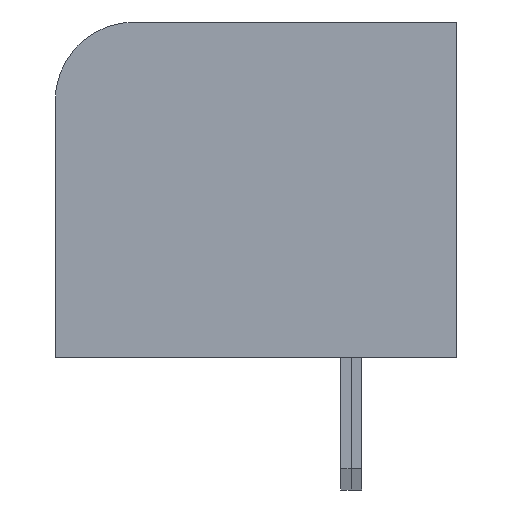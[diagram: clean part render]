
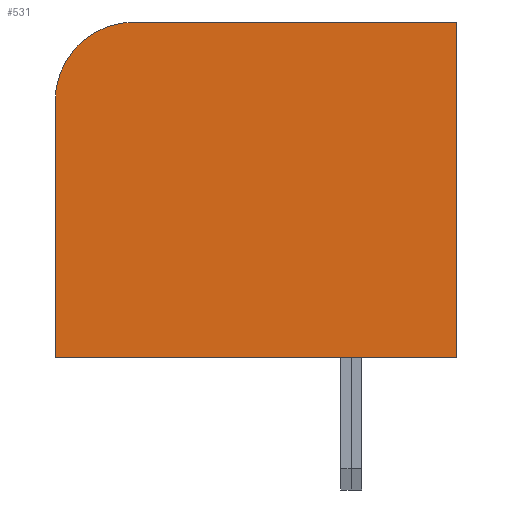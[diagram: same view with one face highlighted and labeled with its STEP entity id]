
A CAD part, front view. The second image highlights one B-rep face of the part: STEP entity #531.
In plain terms, the highlighted planar face has unit normal (0, -1, 0).
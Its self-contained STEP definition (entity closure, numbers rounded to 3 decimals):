
#58 = VERTEX_POINT('',#59);
#59 = CARTESIAN_POINT('',(4.,-25.65,12.7));
#65 = EDGE_CURVE('',#58,#66,#68,.T.);
#66 = VERTEX_POINT('',#67);
#67 = CARTESIAN_POINT('',(4.,-25.65,0.));
#68 = LINE('',#69,#70);
#69 = CARTESIAN_POINT('',(4.,-25.65,12.7));
#70 = VECTOR('',#71,1.);
#71 = DIRECTION('',(0.,0.,-1.));
#512 = VERTEX_POINT('',#513);
#513 = CARTESIAN_POINT('',(-11.2,-25.65,0.));
#521 = EDGE_CURVE('',#66,#512,#522,.T.);
#522 = LINE('',#523,#524);
#523 = CARTESIAN_POINT('',(4.,-25.65,0.));
#524 = VECTOR('',#525,1.);
#525 = DIRECTION('',(-1.,0.,0.));
#531 = ADVANCED_FACE('',(#532),#559,.F.);
#532 = FACE_BOUND('',#533,.F.);
#533 = EDGE_LOOP('',(#534,#535,#536,#544,#553));
#534 = ORIENTED_EDGE('',*,*,#65,.T.);
#535 = ORIENTED_EDGE('',*,*,#521,.T.);
#536 = ORIENTED_EDGE('',*,*,#537,.T.);
#537 = EDGE_CURVE('',#512,#538,#540,.T.);
#538 = VERTEX_POINT('',#539);
#539 = CARTESIAN_POINT('',(-11.2,-25.65,9.7));
#540 = LINE('',#541,#542);
#541 = CARTESIAN_POINT('',(-11.2,-25.65,0.));
#542 = VECTOR('',#543,1.);
#543 = DIRECTION('',(0.,0.,1.));
#544 = ORIENTED_EDGE('',*,*,#545,.F.);
#545 = EDGE_CURVE('',#546,#538,#548,.T.);
#546 = VERTEX_POINT('',#547);
#547 = CARTESIAN_POINT('',(-8.2,-25.65,12.7));
#548 = CIRCLE('',#549,3.);
#549 = AXIS2_PLACEMENT_3D('',#550,#551,#552);
#550 = CARTESIAN_POINT('',(-8.2,-25.65,9.7));
#551 = DIRECTION('',(0.,-1.,0.));
#552 = DIRECTION('',(1.,0.,0.));
#553 = ORIENTED_EDGE('',*,*,#554,.T.);
#554 = EDGE_CURVE('',#546,#58,#555,.T.);
#555 = LINE('',#556,#557);
#556 = CARTESIAN_POINT('',(-8.2,-25.65,12.7));
#557 = VECTOR('',#558,1.);
#558 = DIRECTION('',(1.,0.,0.));
#559 = PLANE('',#560);
#560 = AXIS2_PLACEMENT_3D('',#561,#562,#563);
#561 = CARTESIAN_POINT('',(-3.398,-25.65,6.179));
#562 = DIRECTION('',(0.,1.,0.));
#563 = DIRECTION('',(0.,0.,1.));
